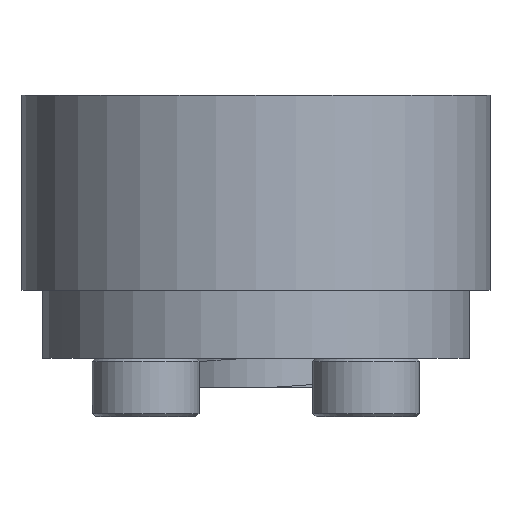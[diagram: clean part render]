
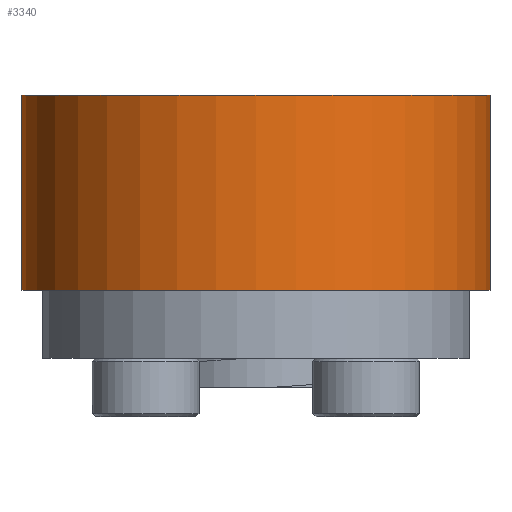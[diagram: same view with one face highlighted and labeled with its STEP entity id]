
A CAD part, left-side view. The second image highlights one B-rep face of the part: STEP entity #3340.
In plain terms, the highlighted cylindrical face has radius 12 mm (diameter 24 mm), a partial arc.
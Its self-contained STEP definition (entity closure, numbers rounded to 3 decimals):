
#544=FACE_OUTER_BOUND('',#752,.T.);
#752=EDGE_LOOP('',(#3016,#3017,#3018,#3019));
#978=CIRCLE('',#3761,12.);
#979=CIRCLE('',#3762,12.);
#1103=LINE('',#11696,#1241);
#1104=LINE('',#11702,#1242);
#1241=VECTOR('',#4626,10.);
#1242=VECTOR('',#4633,10.);
#1573=VERTEX_POINT('',#11690);
#1575=VERTEX_POINT('',#11694);
#1576=VERTEX_POINT('',#11698);
#1577=VERTEX_POINT('',#11700);
#2061=EDGE_CURVE('',#1573,#1575,#1103,.T.);
#2062=EDGE_CURVE('',#1576,#1573,#978,.T.);
#2063=EDGE_CURVE('',#1577,#1575,#979,.T.);
#2064=EDGE_CURVE('',#1576,#1577,#1104,.T.);
#3016=ORIENTED_EDGE('',*,*,#2062,.T.);
#3017=ORIENTED_EDGE('',*,*,#2061,.T.);
#3018=ORIENTED_EDGE('',*,*,#2063,.F.);
#3019=ORIENTED_EDGE('',*,*,#2064,.F.);
#3163=CYLINDRICAL_SURFACE('',#3760,12.);
#3340=ADVANCED_FACE('',(#544),#3163,.T.);
#3760=AXIS2_PLACEMENT_3D('',#11697,#4627,#4628);
#3761=AXIS2_PLACEMENT_3D('',#11699,#4629,#4630);
#3762=AXIS2_PLACEMENT_3D('',#11701,#4631,#4632);
#4626=DIRECTION('',(0.,0.,1.));
#4627=DIRECTION('center_axis',(0.,0.,1.));
#4628=DIRECTION('ref_axis',(-1.,0.,0.));
#4629=DIRECTION('center_axis',(0.,0.,1.));
#4630=DIRECTION('ref_axis',(1.,0.,0.));
#4631=DIRECTION('center_axis',(0.,0.,1.));
#4632=DIRECTION('ref_axis',(1.,0.,0.));
#4633=DIRECTION('',(0.,0.,1.));
#11690=CARTESIAN_POINT('',(8.944,-8.,-3.));
#11694=CARTESIAN_POINT('',(8.944,-8.,7.));
#11696=CARTESIAN_POINT('',(8.944,-8.,0.));
#11697=CARTESIAN_POINT('Origin',(0.,0.,0.));
#11698=CARTESIAN_POINT('',(8.944,8.,-3.));
#11699=CARTESIAN_POINT('Origin',(0.,0.,-3.));
#11700=CARTESIAN_POINT('',(8.944,8.,7.));
#11701=CARTESIAN_POINT('Origin',(0.,0.,7.));
#11702=CARTESIAN_POINT('',(8.944,8.,0.));
